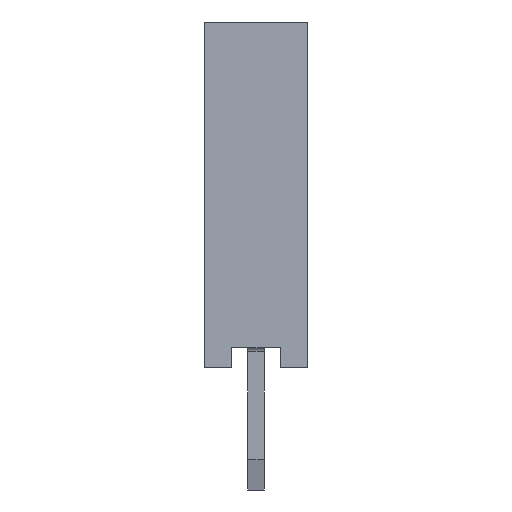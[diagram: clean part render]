
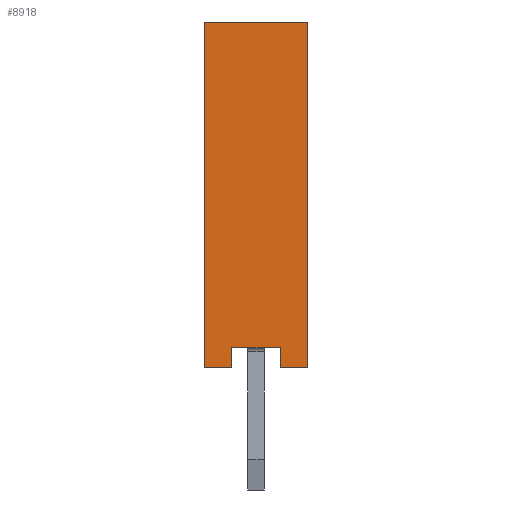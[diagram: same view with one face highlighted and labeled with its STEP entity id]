
A CAD part, left-side view. The second image highlights one B-rep face of the part: STEP entity #8918.
In plain terms, the highlighted planar face has unit normal (-1, 0, 0).
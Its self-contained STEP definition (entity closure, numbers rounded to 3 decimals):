
#8918=ADVANCED_FACE('',(#19238),#19240,.T.);
#19238=FACE_BOUND('',#19239,.T.);
#19239=EDGE_LOOP('',(#27685,#27686,#27687,#27688,#27689,#27690,#27691,#27692));
#19240=PLANE('',#19241);
#19241=AXIS2_PLACEMENT_3D('',#19242,#19243,#19244);
#19242=CARTESIAN_POINT('',(-1.27,1.27,0.));
#19243=DIRECTION('',(-1.,0.,0.));
#19244=DIRECTION('',(0.,-1.,0.));
#27685=ORIENTED_EDGE('',*,*,#32685,.T.);
#27686=ORIENTED_EDGE('',*,*,#32686,.T.);
#27687=ORIENTED_EDGE('',*,*,#32687,.T.);
#27688=ORIENTED_EDGE('',*,*,#32688,.F.);
#27689=ORIENTED_EDGE('',*,*,#32689,.F.);
#27690=ORIENTED_EDGE('',*,*,#32690,.T.);
#27691=ORIENTED_EDGE('',*,*,#32691,.T.);
#27692=ORIENTED_EDGE('',*,*,#31089,.T.);
#31089=EDGE_CURVE('',#36253,#36254,#36255,.T.);
#32685=EDGE_CURVE('',#36254,#38629,#38630,.F.);
#32686=EDGE_CURVE('',#38629,#38631,#38632,.T.);
#32687=EDGE_CURVE('',#38631,#38633,#38634,.T.);
#32688=EDGE_CURVE('',#38635,#38633,#38636,.T.);
#32689=EDGE_CURVE('',#38637,#38635,#38638,.T.);
#32690=EDGE_CURVE('',#38637,#38639,#38640,.T.);
#32691=EDGE_CURVE('',#38639,#36253,#38641,.F.);
#36253=VERTEX_POINT('',#45941);
#36254=VERTEX_POINT('',#45942);
#36255=LINE('',#45943,#45944);
#38629=VERTEX_POINT('',#51749);
#38630=LINE('',#51750,#51751);
#38631=VERTEX_POINT('',#51753);
#38632=LINE('',#51754,#51755);
#38633=VERTEX_POINT('',#51757);
#38634=LINE('',#51758,#51759);
#38635=VERTEX_POINT('',#51761);
#38636=LINE('',#51762,#51763);
#38637=VERTEX_POINT('',#51765);
#38638=LINE('',#51766,#51767);
#38639=VERTEX_POINT('',#51769);
#38640=LINE('',#51770,#51771);
#38641=LINE('',#51773,#51774);
#45941=CARTESIAN_POINT('',(-1.27,0.6,0.5));
#45942=CARTESIAN_POINT('',(-1.27,-0.6,0.5));
#45943=CARTESIAN_POINT('',(-1.27,0.6,0.5));
#45944=VECTOR('',#45945,1.);
#45945=DIRECTION('',(0.,-1.,0.));
#51749=CARTESIAN_POINT('',(-1.27,-0.6,0.));
#51750=CARTESIAN_POINT('',(-1.27,-0.6,0.));
#51751=VECTOR('',#51752,1.);
#51752=DIRECTION('',(0.,0.,1.));
#51753=CARTESIAN_POINT('',(-1.27,-1.27,0.));
#51754=CARTESIAN_POINT('',(-1.27,-0.6,0.));
#51755=VECTOR('',#51756,1.);
#51756=DIRECTION('',(0.,-1.,0.));
#51757=CARTESIAN_POINT('',(-1.27,-1.27,8.5));
#51758=CARTESIAN_POINT('',(-1.27,-1.27,0.));
#51759=VECTOR('',#51760,1.);
#51760=DIRECTION('',(0.,0.,1.));
#51761=CARTESIAN_POINT('',(-1.27,1.27,8.5));
#51762=CARTESIAN_POINT('',(-1.27,1.27,8.5));
#51763=VECTOR('',#51764,1.);
#51764=DIRECTION('',(0.,-1.,0.));
#51765=CARTESIAN_POINT('',(-1.27,1.27,0.));
#51766=CARTESIAN_POINT('',(-1.27,1.27,0.));
#51767=VECTOR('',#51768,1.);
#51768=DIRECTION('',(0.,0.,1.));
#51769=CARTESIAN_POINT('',(-1.27,0.6,0.));
#51770=CARTESIAN_POINT('',(-1.27,1.27,0.));
#51771=VECTOR('',#51772,1.);
#51772=DIRECTION('',(0.,-1.,0.));
#51773=CARTESIAN_POINT('',(-1.27,0.6,0.5));
#51774=VECTOR('',#51775,1.);
#51775=DIRECTION('',(0.,0.,-1.));
